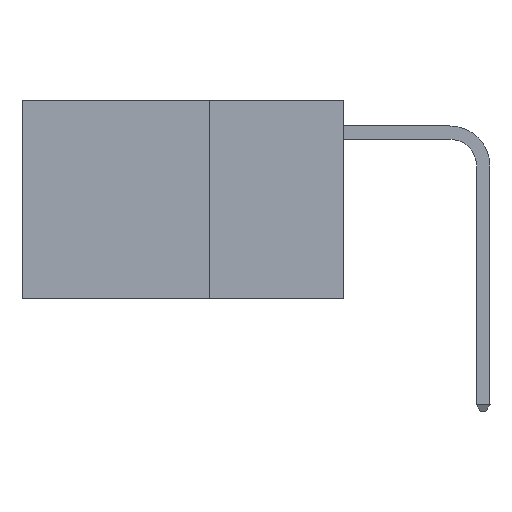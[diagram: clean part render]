
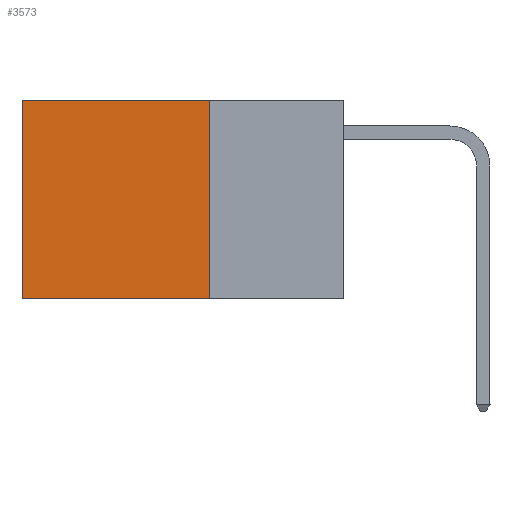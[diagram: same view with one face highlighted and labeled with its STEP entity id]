
A CAD part, left-side view. The second image highlights one B-rep face of the part: STEP entity #3573.
In plain terms, the highlighted planar face has unit normal (-1, 0, 0).
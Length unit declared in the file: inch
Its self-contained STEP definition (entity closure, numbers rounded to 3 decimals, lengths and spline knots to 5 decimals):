
#1497 = VECTOR ( 'NONE', #8050, 39.37008 ) ;
#1613 = LINE ( 'NONE', #6527, #1497 ) ;
#1766 = EDGE_CURVE ( 'NONE', #5920, #4315, #1613, .T. ) ;
#1986 = VECTOR ( 'NONE', #8085, 39.37008 ) ;
#2175 = CARTESIAN_POINT ( 'NONE',  ( 0.2625, 0.25, -0.37 ) ) ;
#2786 = CARTESIAN_POINT ( 'NONE',  ( 0.2625, 0.25, 0. ) ) ;
#3309 = ORIENTED_EDGE ( 'NONE', *, *, #6643, .T. ) ;
#3573 = ADVANCED_FACE ( 'NONE', ( #4741 ), #11866, .F. ) ;
#3700 = VECTOR ( 'NONE', #8040, 39.37008 ) ;
#3820 = ORIENTED_EDGE ( 'NONE', *, *, #6507, .F. ) ;
#4031 = VERTEX_POINT ( 'NONE', #4585 ) ;
#4102 = VERTEX_POINT ( 'NONE', #2175 ) ;
#4315 = VERTEX_POINT ( 'NONE', #7537 ) ;
#4424 = ORIENTED_EDGE ( 'NONE', *, *, #5139, .F. ) ;
#4435 = ORIENTED_EDGE ( 'NONE', *, *, #1766, .T. ) ;
#4585 = CARTESIAN_POINT ( 'NONE',  ( 0.2625, 0.6, -0.37 ) ) ;
#4741 = FACE_OUTER_BOUND ( 'NONE', #9920, .T. ) ;
#4809 = VECTOR ( 'NONE', #6016, 39.37008 ) ;
#5139 = EDGE_CURVE ( 'NONE', #5920, #4102, #11821, .T. ) ;
#5920 = VERTEX_POINT ( 'NONE', #2786 ) ;
#6016 = DIRECTION ( 'NONE',  ( 0., 0., -1. ) ) ;
#6045 = CARTESIAN_POINT ( 'NONE',  ( 0.2625, 0.6, 0. ) ) ;
#6507 = EDGE_CURVE ( 'NONE', #4102, #4031, #10976, .T. ) ;
#6527 = CARTESIAN_POINT ( 'NONE',  ( 0.2625, 0.25, 0. ) ) ;
#6643 = EDGE_CURVE ( 'NONE', #4315, #4031, #7376, .T. ) ;
#7376 = LINE ( 'NONE', #6045, #4809 ) ;
#7537 = CARTESIAN_POINT ( 'NONE',  ( 0.2625, 0.6, 0. ) ) ;
#7931 = CARTESIAN_POINT ( 'NONE',  ( 0.2625, 0.25, 0. ) ) ;
#8040 = DIRECTION ( 'NONE',  ( 0., 1., 0. ) ) ;
#8050 = DIRECTION ( 'NONE',  ( 0., 1., 0. ) ) ;
#8056 = CARTESIAN_POINT ( 'NONE',  ( 0.2625, 0.25, -0.37 ) ) ;
#8085 = DIRECTION ( 'NONE',  ( 0., 0., -1. ) ) ;
#8344 = CARTESIAN_POINT ( 'NONE',  ( 0.2625, 0.25, 0. ) ) ;
#9153 = DIRECTION ( 'NONE',  ( 0., 0., -1. ) ) ;
#9920 = EDGE_LOOP ( 'NONE', ( #3309, #3820, #4424, #4435 ) ) ;
#10078 = AXIS2_PLACEMENT_3D ( 'NONE', #7931, #11309, #9153 ) ;
#10976 = LINE ( 'NONE', #8056, #3700 ) ;
#11309 = DIRECTION ( 'NONE',  ( 1., 0., 0. ) ) ;
#11821 = LINE ( 'NONE', #8344, #1986 ) ;
#11866 = PLANE ( 'NONE',  #10078 ) ;
